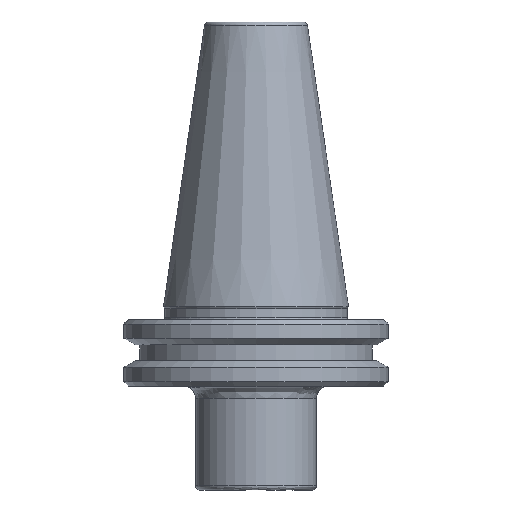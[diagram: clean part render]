
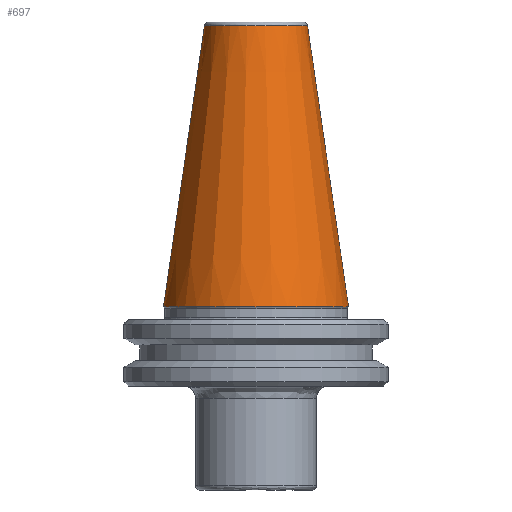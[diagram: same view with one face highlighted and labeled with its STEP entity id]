
A CAD part, front view. The second image highlights one B-rep face of the part: STEP entity #697.
In plain terms, the highlighted conical face has half-angle 8.297 degrees and reference radius 22.225 mm.
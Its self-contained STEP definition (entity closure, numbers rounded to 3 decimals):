
#22 = AXIS2_PLACEMENT_3D ( 'NONE', #1457, #789, #84 ) ;
#32 = AXIS2_PLACEMENT_3D ( 'NONE', #1181, #1069, #1065 ) ;
#61 = DIRECTION ( 'NONE',  ( -1., 0., 0. ) ) ;
#69 = CARTESIAN_POINT ( 'NONE',  ( 12.375, 0., 67.544 ) ) ;
#77 = CARTESIAN_POINT ( 'NONE',  ( 22.225, 0., 0. ) ) ;
#84 = DIRECTION ( 'NONE',  ( -1., 0., 0. ) ) ;
#114 = VECTOR ( 'NONE', #592, 1000. ) ;
#143 = DIRECTION ( 'NONE',  ( -0.144, 0., -0.99 ) ) ;
#168 = VERTEX_POINT ( 'NONE', #1472 ) ;
#179 = EDGE_CURVE ( 'NONE', #730, #396, #408, .T. ) ;
#186 = CARTESIAN_POINT ( 'NONE',  ( -12.375, 0., 67.544 ) ) ;
#299 = ORIENTED_EDGE ( 'NONE', *, *, #799, .T. ) ;
#321 = CONICAL_SURFACE ( 'NONE', #1289, 22.225, 0.145 ) ;
#341 = FACE_OUTER_BOUND ( 'NONE', #1487, .T. ) ;
#365 = VECTOR ( 'NONE', #143, 1000. ) ;
#396 = VERTEX_POINT ( 'NONE', #932 ) ;
#408 = LINE ( 'NONE', #77, #114 ) ;
#438 = LINE ( 'NONE', #491, #365 ) ;
#465 = EDGE_CURVE ( 'NONE', #730, #1127, #1143, .T. ) ;
#491 = CARTESIAN_POINT ( 'NONE',  ( -22.225, 0., 0. ) ) ;
#503 = CIRCLE ( 'NONE', #22, 22.225 ) ;
#592 = DIRECTION ( 'NONE',  ( 0.144, 0., -0.99 ) ) ;
#602 = EDGE_CURVE ( 'NONE', #1127, #168, #438, .T. ) ;
#657 = CARTESIAN_POINT ( 'NONE',  ( 0., 0., 0. ) ) ;
#697 = ADVANCED_FACE ( 'NONE', ( #341 ), #321, .T. ) ;
#730 = VERTEX_POINT ( 'NONE', #69 ) ;
#766 = DIRECTION ( 'NONE',  ( 0., 0., -1. ) ) ;
#789 = DIRECTION ( 'NONE',  ( 0., 0., 1. ) ) ;
#799 = EDGE_CURVE ( 'NONE', #168, #396, #503, .T. ) ;
#932 = CARTESIAN_POINT ( 'NONE',  ( 22.225, 0., 0. ) ) ;
#947 = ORIENTED_EDGE ( 'NONE', *, *, #602, .T. ) ;
#1065 = DIRECTION ( 'NONE',  ( -1., 0., 0. ) ) ;
#1069 = DIRECTION ( 'NONE',  ( 0., 0., -1. ) ) ;
#1127 = VERTEX_POINT ( 'NONE', #186 ) ;
#1143 = CIRCLE ( 'NONE', #32, 12.375 ) ;
#1181 = CARTESIAN_POINT ( 'NONE',  ( 0., 0., 67.544 ) ) ;
#1286 = ORIENTED_EDGE ( 'NONE', *, *, #179, .F. ) ;
#1289 = AXIS2_PLACEMENT_3D ( 'NONE', #657, #766, #61 ) ;
#1427 = ORIENTED_EDGE ( 'NONE', *, *, #465, .T. ) ;
#1457 = CARTESIAN_POINT ( 'NONE',  ( 0., 0., 0. ) ) ;
#1472 = CARTESIAN_POINT ( 'NONE',  ( -22.225, 0., 0. ) ) ;
#1487 = EDGE_LOOP ( 'NONE', ( #1286, #1427, #947, #299 ) ) ;
